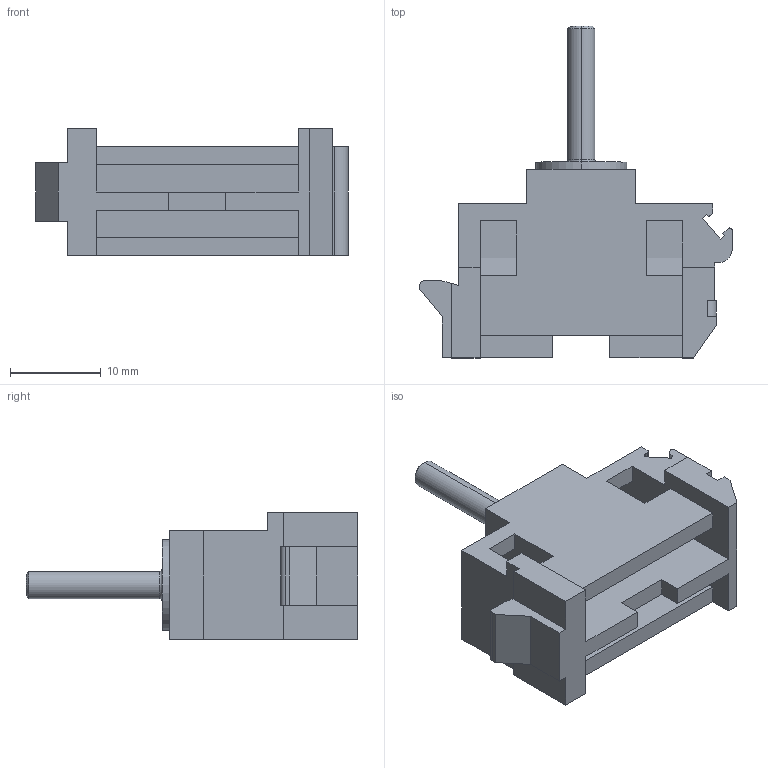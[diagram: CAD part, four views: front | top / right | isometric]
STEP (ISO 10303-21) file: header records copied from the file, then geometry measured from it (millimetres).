
FILE_DESCRIPTION((''),'2;1');
FILE_NAME('00176093356','2020-02-21T',('presta_be4'),(''),'CREO PARAMETRIC BY PTC INC, 2018360','CREO PARAMETRIC BY PTC INC, 2018360','');
FILE_SCHEMA(('CONFIG_CONTROL_DESIGN'));
Length unit declared in the file: millimetre
Products named in the file (1): 00176093356
Bounding box: 34.45 x 36.6 x 14 mm (x, y, z)
Volume: 5048.1 mm3; surface area: 3549.9 mm2
Topology: 1 solids, 1 shells, 98 faces, 281 edges, 185 vertices
Faces by surface type: plane 86, cylinder 8, torus 2, cone 2
Entity records: 3208 total; most frequent: CARTESIAN_POINT 564, ORIENTED_EDGE 562, DIRECTION 502, EDGE_CURVE 281, VECTOR 256, LINE 256, VERTEX_POINT 185, AXIS2_PLACEMENT_3D 123
